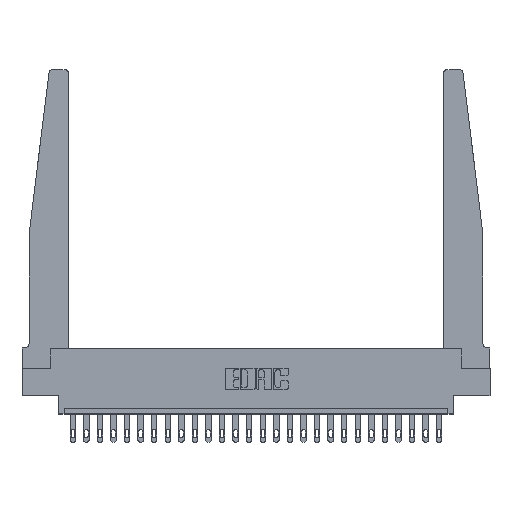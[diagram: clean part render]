
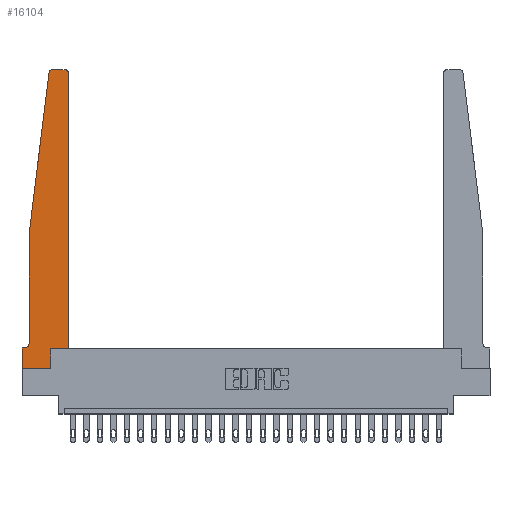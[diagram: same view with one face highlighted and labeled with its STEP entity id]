
A CAD part, top view. The second image highlights one B-rep face of the part: STEP entity #16104.
In plain terms, the highlighted planar face has unit normal (0, 0, 1).
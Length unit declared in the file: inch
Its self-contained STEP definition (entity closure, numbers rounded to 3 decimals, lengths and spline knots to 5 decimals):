
#111 = DIRECTION ( 'NONE',  ( -1., 0., 0. ) ) ;
#422 = PLANE ( 'NONE',  #8538 ) ;
#535 = CIRCLE ( 'NONE', #4086, 0.03 ) ;
#736 = EDGE_CURVE ( 'NONE', #14558, #21860, #2711, .T. ) ;
#941 = ORIENTED_EDGE ( 'NONE', *, *, #18267, .T. ) ;
#946 = CARTESIAN_POINT ( 'NONE',  ( 0.24675, 2.72367, 0.37 ) ) ;
#1377 = ORIENTED_EDGE ( 'NONE', *, *, #19064, .T. ) ;
#1683 = AXIS2_PLACEMENT_3D ( 'NONE', #18421, #5387, #7246 ) ;
#1888 = VECTOR ( 'NONE', #3180, 39.37008 ) ;
#2133 = ORIENTED_EDGE ( 'NONE', *, *, #6292, .T. ) ;
#2218 = CARTESIAN_POINT ( 'NONE',  ( 0., 0.1875, 0.37 ) ) ;
#2239 = ORIENTED_EDGE ( 'NONE', *, *, #5977, .T. ) ;
#2697 = CARTESIAN_POINT ( 'NONE',  ( 0.065, 1.25, 0.37 ) ) ;
#2711 = LINE ( 'NONE', #10289, #9229 ) ;
#2871 = EDGE_CURVE ( 'NONE', #4604, #13282, #8562, .T. ) ;
#3180 = DIRECTION ( 'NONE',  ( -0.122, -0.992, 0. ) ) ;
#3215 = EDGE_CURVE ( 'NONE', #10589, #13724, #13147, .T. ) ;
#4068 = CARTESIAN_POINT ( 'NONE',  ( 0.065, 0.2375, 0.37 ) ) ;
#4086 = AXIS2_PLACEMENT_3D ( 'NONE', #4993, #21868, #10700 ) ;
#4134 = CARTESIAN_POINT ( 'NONE',  ( 0.425, 0.18, 0.37 ) ) ;
#4256 = DIRECTION ( 'NONE',  ( 1., 0., 0. ) ) ;
#4560 = VECTOR ( 'NONE', #7258, 39.37008 ) ;
#4563 = ORIENTED_EDGE ( 'NONE', *, *, #20269, .T. ) ;
#4604 = VERTEX_POINT ( 'NONE', #22848 ) ;
#4993 = CARTESIAN_POINT ( 'NONE',  ( 0.395, 2.72, 0.37 ) ) ;
#5126 = CARTESIAN_POINT ( 'NONE',  ( 0.015, 0.1875, 0.37 ) ) ;
#5387 = DIRECTION ( 'NONE',  ( 0., 0., -1. ) ) ;
#5460 = AXIS2_PLACEMENT_3D ( 'NONE', #16264, #11940, #23480 ) ;
#5977 = EDGE_CURVE ( 'NONE', #17047, #23071, #22883, .T. ) ;
#6097 = CARTESIAN_POINT ( 'NONE',  ( 0., 0.1875, 0.37 ) ) ;
#6112 = ORIENTED_EDGE ( 'NONE', *, *, #7422, .T. ) ;
#6292 = EDGE_CURVE ( 'NONE', #15856, #14558, #13246, .T. ) ;
#7096 = EDGE_CURVE ( 'NONE', #13282, #17047, #10317, .T. ) ;
#7142 = CARTESIAN_POINT ( 'NONE',  ( 0.065, 1.25, 0.37 ) ) ;
#7246 = DIRECTION ( 'NONE',  ( -1., 0., 0. ) ) ;
#7258 = DIRECTION ( 'NONE',  ( 0., -1., 0. ) ) ;
#7422 = EDGE_CURVE ( 'NONE', #23071, #10589, #535, .T. ) ;
#8043 = VECTOR ( 'NONE', #4256, 39.37008 ) ;
#8195 = VECTOR ( 'NONE', #10320, 39.37008 ) ;
#8538 = AXIS2_PLACEMENT_3D ( 'NONE', #6097, #10208, #13673 ) ;
#8562 = LINE ( 'NONE', #21962, #15642 ) ;
#9229 = VECTOR ( 'NONE', #12494, 39.37008 ) ;
#9692 = VERTEX_POINT ( 'NONE', #946 ) ;
#10072 = CARTESIAN_POINT ( 'NONE',  ( 0., 0., 0.37 ) ) ;
#10208 = DIRECTION ( 'NONE',  ( 0., 0., 1. ) ) ;
#10289 = CARTESIAN_POINT ( 'NONE',  ( 0., 0., 0.37 ) ) ;
#10317 = LINE ( 'NONE', #21124, #8043 ) ;
#10320 = DIRECTION ( 'NONE',  ( 1., 0., 0. ) ) ;
#10586 = VECTOR ( 'NONE', #17402, 39.37008 ) ;
#10589 = VERTEX_POINT ( 'NONE', #10904 ) ;
#10700 = DIRECTION ( 'NONE',  ( 1., 0., 0. ) ) ;
#10747 = LINE ( 'NONE', #7142, #4560 ) ;
#10904 = CARTESIAN_POINT ( 'NONE',  ( 0.395, 2.75, 0.37 ) ) ;
#11206 = CIRCLE ( 'NONE', #1683, 0.05 ) ;
#11315 = VECTOR ( 'NONE', #24465, 39.37008 ) ;
#11408 = VECTOR ( 'NONE', #111, 39.37008 ) ;
#11940 = DIRECTION ( 'NONE',  ( 0., 0., 1. ) ) ;
#12271 = EDGE_CURVE ( 'NONE', #16915, #15856, #11206, .T. ) ;
#12363 = ORIENTED_EDGE ( 'NONE', *, *, #15327, .T. ) ;
#12494 = DIRECTION ( 'NONE',  ( 0., -1., 0. ) ) ;
#13147 = LINE ( 'NONE', #18742, #11315 ) ;
#13229 = VERTEX_POINT ( 'NONE', #22338 ) ;
#13246 = LINE ( 'NONE', #24315, #11408 ) ;
#13282 = VERTEX_POINT ( 'NONE', #21178 ) ;
#13397 = EDGE_LOOP ( 'NONE', ( #23889, #4563, #941, #12363, #13561, #2133, #23407, #1377, #14072, #22530, #2239, #6112 ) ) ;
#13561 = ORIENTED_EDGE ( 'NONE', *, *, #12271, .T. ) ;
#13673 = DIRECTION ( 'NONE',  ( 1., 0., 0. ) ) ;
#13724 = VERTEX_POINT ( 'NONE', #19657 ) ;
#13789 = CIRCLE ( 'NONE', #5460, 0.03 ) ;
#14072 = ORIENTED_EDGE ( 'NONE', *, *, #2871, .T. ) ;
#14141 = CARTESIAN_POINT ( 'NONE',  ( 0., 0., 0.37 ) ) ;
#14558 = VERTEX_POINT ( 'NONE', #2218 ) ;
#15327 = EDGE_CURVE ( 'NONE', #13229, #16915, #10747, .T. ) ;
#15642 = VECTOR ( 'NONE', #24091, 39.37008 ) ;
#15856 = VERTEX_POINT ( 'NONE', #5126 ) ;
#16104 = ADVANCED_FACE ( 'NONE', ( #17401 ), #422, .T. ) ;
#16264 = CARTESIAN_POINT ( 'NONE',  ( 0.27653, 2.72, 0.37 ) ) ;
#16915 = VERTEX_POINT ( 'NONE', #4068 ) ;
#17047 = VERTEX_POINT ( 'NONE', #20280 ) ;
#17401 = FACE_OUTER_BOUND ( 'NONE', #13397, .T. ) ;
#17402 = DIRECTION ( 'NONE',  ( 0., 1., 0. ) ) ;
#17761 = LINE ( 'NONE', #10072, #8195 ) ;
#18267 = EDGE_CURVE ( 'NONE', #9692, #13229, #19712, .T. ) ;
#18421 = CARTESIAN_POINT ( 'NONE',  ( 0.015, 0.2375, 0.37 ) ) ;
#18742 = CARTESIAN_POINT ( 'NONE',  ( 0.25, 2.75, 0.37 ) ) ;
#19064 = EDGE_CURVE ( 'NONE', #21860, #4604, #17761, .T. ) ;
#19657 = CARTESIAN_POINT ( 'NONE',  ( 0.27653, 2.75, 0.37 ) ) ;
#19712 = LINE ( 'NONE', #2697, #1888 ) ;
#20269 = EDGE_CURVE ( 'NONE', #13724, #9692, #13789, .T. ) ;
#20280 = CARTESIAN_POINT ( 'NONE',  ( 0.425, 0.18, 0.37 ) ) ;
#21124 = CARTESIAN_POINT ( 'NONE',  ( 0.425, 0.18, 0.37 ) ) ;
#21178 = CARTESIAN_POINT ( 'NONE',  ( 0.2605, 0.18, 0.37 ) ) ;
#21860 = VERTEX_POINT ( 'NONE', #14141 ) ;
#21868 = DIRECTION ( 'NONE',  ( 0., 0., 1. ) ) ;
#21962 = CARTESIAN_POINT ( 'NONE',  ( 0.2605, 0.18, 0.37 ) ) ;
#22338 = CARTESIAN_POINT ( 'NONE',  ( 0.065, 1.25, 0.37 ) ) ;
#22530 = ORIENTED_EDGE ( 'NONE', *, *, #7096, .T. ) ;
#22848 = CARTESIAN_POINT ( 'NONE',  ( 0.2605, 0., 0.37 ) ) ;
#22883 = LINE ( 'NONE', #4134, #10586 ) ;
#23071 = VERTEX_POINT ( 'NONE', #23355 ) ;
#23355 = CARTESIAN_POINT ( 'NONE',  ( 0.425, 2.72, 0.37 ) ) ;
#23407 = ORIENTED_EDGE ( 'NONE', *, *, #736, .T. ) ;
#23480 = DIRECTION ( 'NONE',  ( 1., 0., 0. ) ) ;
#23889 = ORIENTED_EDGE ( 'NONE', *, *, #3215, .T. ) ;
#24091 = DIRECTION ( 'NONE',  ( 0., 1., 0. ) ) ;
#24315 = CARTESIAN_POINT ( 'NONE',  ( 0.065, 0.1875, 0.37 ) ) ;
#24465 = DIRECTION ( 'NONE',  ( -1., 0., 0. ) ) ;
